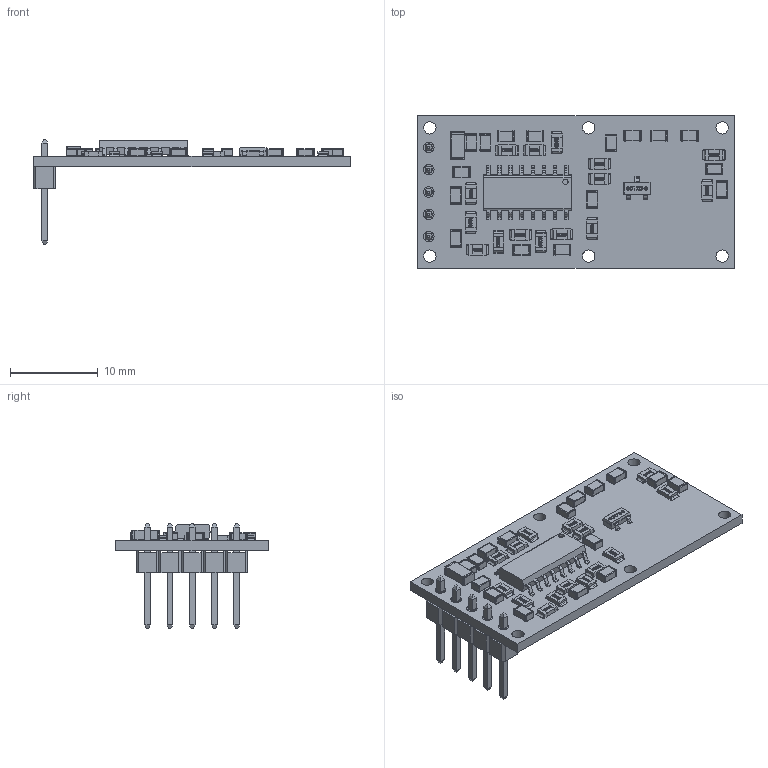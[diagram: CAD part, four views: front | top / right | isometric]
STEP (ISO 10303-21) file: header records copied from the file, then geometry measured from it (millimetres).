
FILE_DESCRIPTION(/* description */ (''),/* implementation_level */ '2;1');
FILE_NAME(/* name */ 'RCWL-0516 v10.step',/* time_stamp */ '2019-11-03T11:43:43+01:00',/* author */ (''),/* organization */ (''),/* preprocessor_version */ 'ST-DEVELOPER v18',/* originating_system */ 'Autodesk Translation Framework v8.9.1.1155',/* authorisation */ '');
FILE_SCHEMA (('AUTOMOTIVE_DESIGN { 1 0 10303 214 3 1 1 }'));
Length unit declared in the file: millimetre
Products named in the file (15): RCWL-0516; so16-1 v1; Resistor 0805; sot23-3_p0-95_l3-04_w1-4; C1206_115 v1; C1206_115; Part 3; Part 2; Part 1; C0805_085; C0805_085_1; Part 3_1; Part 2_1; Part 1_1; 5 pin header
Assembly tree (43 placements, depth 4):
  RCWL-0516
    so16-1 v1
    Resistor 0805  x15
    sot23-3_p0-95_l3-04_w1-4
    C1206_115 v1
      C1206_115
        Part 3
        Part 2
        Part 1
    C0805_085  x16
      C0805_085_1
        Part 3_1
        Part 2_1
        Part 1_1
    5 pin header
Bounding box: 36.1 x 17.4 x 11.94 mm (x, y, z)
Volume: 965.7 mm3; surface area: 2419.9 mm2
Topology: 196 solids, 196 shells, 3911 faces, 9822 edges, 6190 vertices
Faces by surface type: bspline 1740, plane 1573, cylinder 466, sphere 132
Full cylindrical faces by diameter (mm): 0.6 x1, 0.8 x5, 1.2 x10, 1.4 x6
Entity records: 31675 total; most frequent: CARTESIAN_POINT 7555, ORIENTED_EDGE 5048, DIRECTION 4436, EDGE_CURVE 2524, LINE 2022, VECTOR 2022, VERTEX_POINT 1626, AXIS2_PLACEMENT_3D 1207
